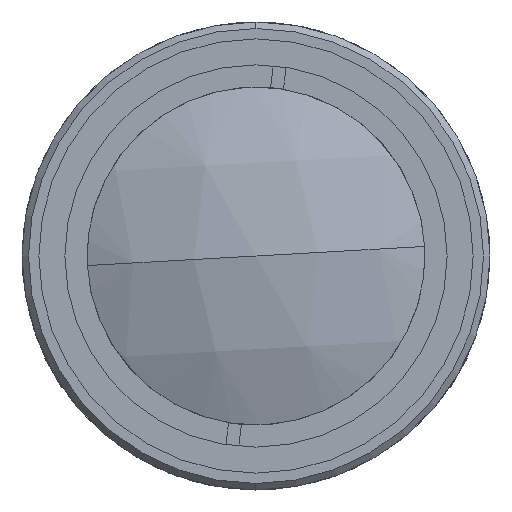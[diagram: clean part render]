
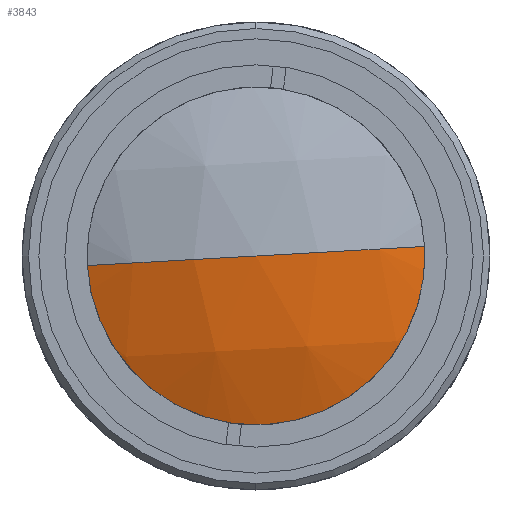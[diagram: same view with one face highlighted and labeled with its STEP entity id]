
A CAD part, left-side view. The second image highlights one B-rep face of the part: STEP entity #3843.
In plain terms, the highlighted spherical face has radius 34.13 mm.
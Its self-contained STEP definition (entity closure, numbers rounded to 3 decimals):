
#311 = VERTEX_POINT ( 'NONE', #466 ) ;
#416 = DIRECTION ( 'NONE',  ( 0., -0.998, 0.057 ) ) ;
#466 = CARTESIAN_POINT ( 'NONE',  ( 11.003, -13.977, 0.794 ) ) ;
#601 = CARTESIAN_POINT ( 'NONE',  ( 11.003, 13.977, -0.794 ) ) ;
#637 = CIRCLE ( 'NONE', #1228, 34.13 ) ;
#734 = EDGE_CURVE ( 'NONE', #311, #2840, #3320, .T. ) ;
#769 = DIRECTION ( 'NONE',  ( 0., 0.998, -0.057 ) ) ;
#828 = CARTESIAN_POINT ( 'NONE',  ( 11.003, 0., 0. ) ) ;
#914 = VERTEX_POINT ( 'NONE', #601 ) ;
#1066 = DIRECTION ( 'NONE',  ( 0., 0.998, -0.057 ) ) ;
#1073 = AXIS2_PLACEMENT_3D ( 'NONE', #1127, #2519, #769 ) ;
#1127 = CARTESIAN_POINT ( 'NONE',  ( 42.13, 0., 0. ) ) ;
#1228 = AXIS2_PLACEMENT_3D ( 'NONE', #1519, #1887, #416 ) ;
#1516 = AXIS2_PLACEMENT_3D ( 'NONE', #828, #3610, #2605 ) ;
#1519 = CARTESIAN_POINT ( 'NONE',  ( 42.13, 0., 0. ) ) ;
#1645 = FACE_OUTER_BOUND ( 'NONE', #4031, .T. ) ;
#1713 = SPHERICAL_SURFACE ( 'NONE', #4189, 34.13 ) ;
#1739 = CARTESIAN_POINT ( 'NONE',  ( 42.13, 0., 0. ) ) ;
#1887 = DIRECTION ( 'NONE',  ( 0., 0.057, 0.998 ) ) ;
#2519 = DIRECTION ( 'NONE',  ( 0., -0.057, -0.998 ) ) ;
#2605 = DIRECTION ( 'NONE',  ( 0., 0.057, 0.998 ) ) ;
#2619 = ORIENTED_EDGE ( 'NONE', *, *, #734, .T. ) ;
#2737 = EDGE_CURVE ( 'NONE', #914, #2840, #637, .T. ) ;
#2840 = VERTEX_POINT ( 'NONE', #4213 ) ;
#2917 = ORIENTED_EDGE ( 'NONE', *, *, #3058, .T. ) ;
#3058 = EDGE_CURVE ( 'NONE', #914, #311, #4265, .T. ) ;
#3320 = CIRCLE ( 'NONE', #1073, 34.13 ) ;
#3610 = DIRECTION ( 'NONE',  ( -1., 0., 0. ) ) ;
#3843 = ADVANCED_FACE ( 'NONE', ( #1645 ), #1713, .T. ) ;
#3854 = DIRECTION ( 'NONE',  ( 0., -0.057, -0.998 ) ) ;
#4031 = EDGE_LOOP ( 'NONE', ( #2917, #2619, #4153 ) ) ;
#4153 = ORIENTED_EDGE ( 'NONE', *, *, #2737, .F. ) ;
#4189 = AXIS2_PLACEMENT_3D ( 'NONE', #1739, #3854, #1066 ) ;
#4213 = CARTESIAN_POINT ( 'NONE',  ( 8., 0., 0. ) ) ;
#4265 = CIRCLE ( 'NONE', #1516, 14. ) ;
